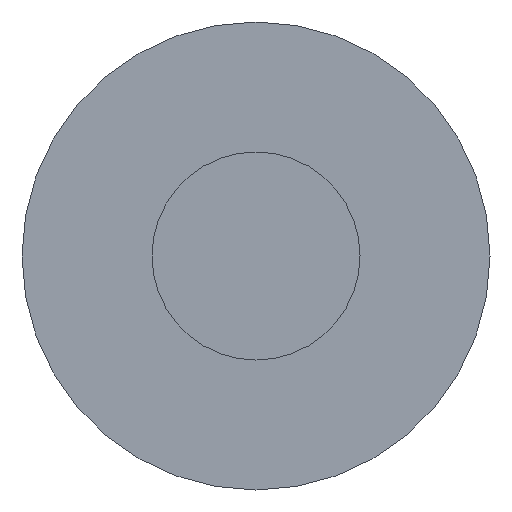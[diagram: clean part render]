
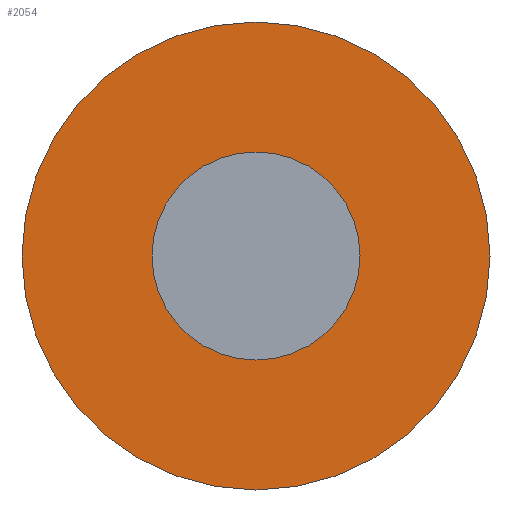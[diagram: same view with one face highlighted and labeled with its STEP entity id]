
A CAD part, left-side view. The second image highlights one B-rep face of the part: STEP entity #2054.
In plain terms, the highlighted planar face has unit normal (-1, 0, 0).
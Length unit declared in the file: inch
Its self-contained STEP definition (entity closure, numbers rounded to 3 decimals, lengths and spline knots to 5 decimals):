
#21 = CIRCLE ( 'NONE', #2487, 2. ) ;
#68 = EDGE_LOOP ( 'NONE', ( #1831, #749 ) ) ;
#265 = DIRECTION ( 'NONE',  ( -1., 0., 0. ) ) ;
#337 = CARTESIAN_POINT ( 'NONE',  ( 1.25, 2., 0. ) ) ;
#354 = EDGE_CURVE ( 'NONE', #3262, #1108, #2656, .T. ) ;
#374 = AXIS2_PLACEMENT_3D ( 'NONE', #797, #815, #1626 ) ;
#591 = FACE_OUTER_BOUND ( 'NONE', #2984, .T. ) ;
#624 = CARTESIAN_POINT ( 'NONE',  ( 1.25, 0., -2. ) ) ;
#749 = ORIENTED_EDGE ( 'NONE', *, *, #2773, .T. ) ;
#797 = CARTESIAN_POINT ( 'NONE',  ( 1.25, 0., 0. ) ) ;
#815 = DIRECTION ( 'NONE',  ( 1., 0., 0. ) ) ;
#947 = AXIS2_PLACEMENT_3D ( 'NONE', #337, #2590, #2361 ) ;
#1052 = CIRCLE ( 'NONE', #374, 2. ) ;
#1062 = CARTESIAN_POINT ( 'NONE',  ( 1.25, 0., 0. ) ) ;
#1108 = VERTEX_POINT ( 'NONE', #2931 ) ;
#1175 = VERTEX_POINT ( 'NONE', #624 ) ;
#1191 = PLANE ( 'NONE',  #947 ) ;
#1305 = ORIENTED_EDGE ( 'NONE', *, *, #1674, .T. ) ;
#1358 = CARTESIAN_POINT ( 'NONE',  ( 1.25, 0., 0. ) ) ;
#1626 = DIRECTION ( 'NONE',  ( 0., 0., -1. ) ) ;
#1674 = EDGE_CURVE ( 'NONE', #1108, #3262, #2511, .T. ) ;
#1744 = CARTESIAN_POINT ( 'NONE',  ( 1.25, 0., 0. ) ) ;
#1814 = CARTESIAN_POINT ( 'NONE',  ( 1.25, 0., -4.5 ) ) ;
#1831 = ORIENTED_EDGE ( 'NONE', *, *, #2517, .T. ) ;
#2054 = ADVANCED_FACE ( 'NONE', ( #2610, #591 ), #1191, .F. ) ;
#2168 = DIRECTION ( 'NONE',  ( 0., 0., 1. ) ) ;
#2361 = DIRECTION ( 'NONE',  ( 0., 0., -1. ) ) ;
#2487 = AXIS2_PLACEMENT_3D ( 'NONE', #1358, #2498, #3657 ) ;
#2498 = DIRECTION ( 'NONE',  ( 1., 0., 0. ) ) ;
#2511 = CIRCLE ( 'NONE', #2753, 4.5 ) ;
#2517 = EDGE_CURVE ( 'NONE', #3104, #1175, #1052, .T. ) ;
#2544 = DIRECTION ( 'NONE',  ( 0., 0., 1. ) ) ;
#2590 = DIRECTION ( 'NONE',  ( 1., 0., 0. ) ) ;
#2610 = FACE_BOUND ( 'NONE', #68, .T. ) ;
#2656 = CIRCLE ( 'NONE', #3145, 4.5 ) ;
#2753 = AXIS2_PLACEMENT_3D ( 'NONE', #1062, #3627, #2168 ) ;
#2773 = EDGE_CURVE ( 'NONE', #1175, #3104, #21, .T. ) ;
#2931 = CARTESIAN_POINT ( 'NONE',  ( 1.25, 0., 4.5 ) ) ;
#2984 = EDGE_LOOP ( 'NONE', ( #1305, #3536 ) ) ;
#3048 = CARTESIAN_POINT ( 'NONE',  ( 1.25, 0., 2. ) ) ;
#3104 = VERTEX_POINT ( 'NONE', #3048 ) ;
#3145 = AXIS2_PLACEMENT_3D ( 'NONE', #1744, #265, #2544 ) ;
#3262 = VERTEX_POINT ( 'NONE', #1814 ) ;
#3536 = ORIENTED_EDGE ( 'NONE', *, *, #354, .T. ) ;
#3627 = DIRECTION ( 'NONE',  ( -1., 0., 0. ) ) ;
#3657 = DIRECTION ( 'NONE',  ( 0., 0., -1. ) ) ;
